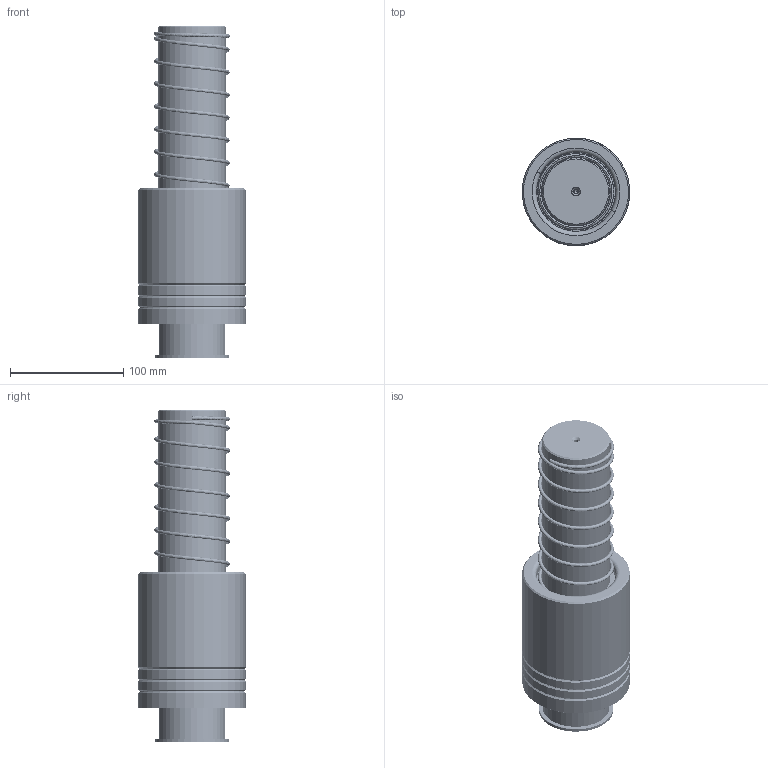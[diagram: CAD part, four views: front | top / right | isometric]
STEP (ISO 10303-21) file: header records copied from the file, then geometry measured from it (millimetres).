
FILE_DESCRIPTION (( 'STEP AP214' ), '1' );
FILE_NAME ('LKSH LKJH-D60-L260(BL-120).STEP', '2021-08-11T09:04:21', ( '' ), ( '' ), 'SwSTEP 2.0', 'SolidWorks 2016', '' );
FILE_SCHEMA (( 'AUTOMOTIVE_DESIGN' ));
Length unit declared in the file: millimetre
Products named in the file (345): BALL-D5; BSH-69.5-60.5-L110; LKSH LKJH-D60-L260(BL-120); GTK-D66-d59; TBB-D95-d70-L120; HWP-D66.9-60.5-L150; BSH-D69.5-60.5-L110郪蚾; DSPK-D60-L260
Assembly tree (339 placements, depth 3):
  BALL-D5
  BALL-D5
  BALL-D5
  BALL-D5
  BALL-D5
Bounding box: 94.9 x 94.9 x 293 mm (x, y, z)
Volume: 1322120.8 mm3; surface area: 250508.4 mm2
Topology: 335 solids, 335 shells, 1453 faces, 6259 edges, 4156 vertices
Faces by surface type: sphere 1320, cone 46, cylinder 36, plane 21, torus 16, bspline 14
Entity records: 65105 total; most frequent: CARTESIAN_POINT 38573, ORIENTED_EDGE 4580, DIRECTION 3966, EDGE_CURVE 2290, AXIS2_PLACEMENT_3D 1932, VERTEX_POINT 1504, EDGE_LOOP 1458, B_SPLINE_CURVE_WITH_KNOTS 1385
